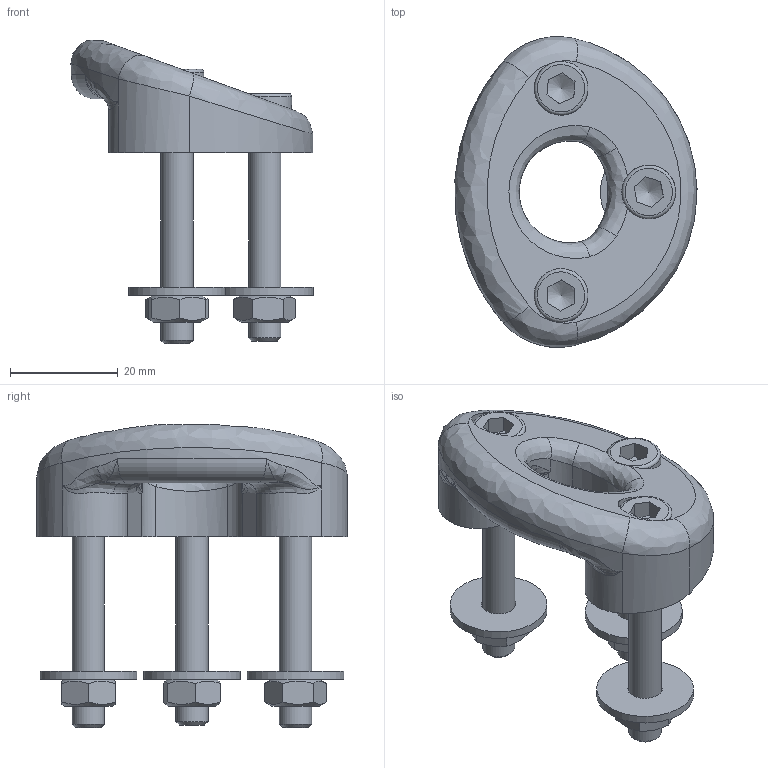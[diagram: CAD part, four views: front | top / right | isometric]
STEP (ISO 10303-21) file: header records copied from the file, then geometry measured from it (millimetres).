
FILE_DESCRIPTION(/* description */ (''),/* implementation_level */ '2;1');
FILE_NAME(/* name */ '7506.stp',/* time_stamp */ '2020-05-15T11:34:20+02:00',/* author */ ('francesca'),/* organization */ (''),/* preprocessor_version */ 'ST-DEVELOPER v18.1',/* originating_system */ 'Autodesk Inventor 2021',/* authorisation */ '');
FILE_SCHEMA (('AUTOMOTIVE_DESIGN { 1 0 10303 214 3 1 1 }'));
Length unit declared in the file: millimetre
Products named in the file (1): 17031301
Bounding box: 44.99 x 57.74 x 56.4 mm (x, y, z)
Volume: 25399.5 mm3; surface area: 10667.9 mm2
Topology: 1 solids, 5 shells, 155 faces, 382 edges, 249 vertices
Faces by surface type: plane 69, cylinder 38, bspline 24, cone 12, torus 12
Full cylindrical faces by diameter (mm): 4.05 x2, 6 x6, 6.2 x3, 6.4 x6, 18 x3
Entity records: 5642 total; most frequent: CARTESIAN_POINT 2110, ORIENTED_EDGE 746, DIRECTION 712, EDGE_CURVE 373, AXIS2_PLACEMENT_3D 303, VERTEX_POINT 249, EDGE_LOOP 182, FACE_OUTER_BOUND 155
